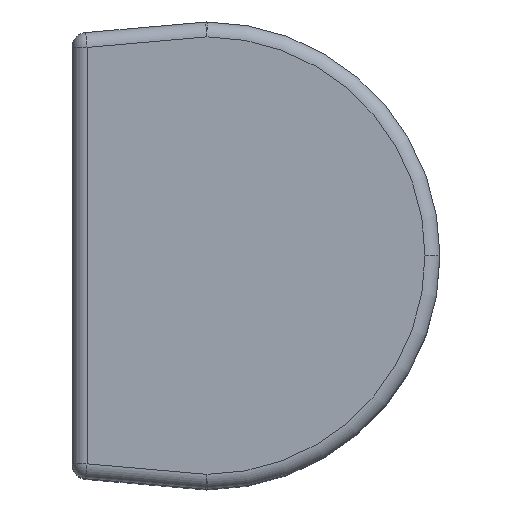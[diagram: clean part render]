
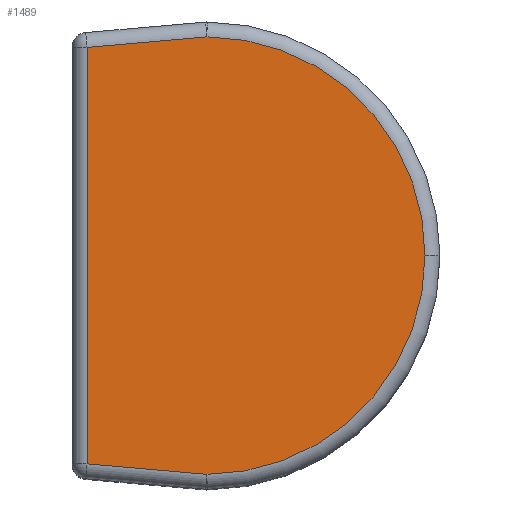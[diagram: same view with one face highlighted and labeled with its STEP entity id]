
A CAD part, top view. The second image highlights one B-rep face of the part: STEP entity #1489.
In plain terms, the highlighted planar face has unit normal (0, 0, 1).
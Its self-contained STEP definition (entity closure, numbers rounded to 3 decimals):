
#57 = ORIENTED_EDGE ( 'NONE', *, *, #750, .T. ) ;
#201 = AXIS2_PLACEMENT_3D ( 'NONE', #205, #287, #2382 ) ;
#205 = CARTESIAN_POINT ( 'NONE',  ( 0., 0., 2.2 ) ) ;
#223 = CARTESIAN_POINT ( 'NONE',  ( -1.2, -2.232, 2.2 ) ) ;
#249 = ORIENTED_EDGE ( 'NONE', *, *, #1775, .T. ) ;
#287 = DIRECTION ( 'NONE',  ( 0., 0., 1. ) ) ;
#335 = EDGE_CURVE ( 'NONE', #973, #2787, #1991, .T. ) ;
#341 = ORIENTED_EDGE ( 'NONE', *, *, #1906, .T. ) ;
#351 = AXIS2_PLACEMENT_3D ( 'NONE', #1510, #1076, #644 ) ;
#445 = LINE ( 'NONE', #1070, #1902 ) ;
#450 = AXIS2_PLACEMENT_3D ( 'NONE', #1018, #830, #587 ) ;
#469 = CARTESIAN_POINT ( 'NONE',  ( 0.006, 2.2, 2.2 ) ) ;
#587 = DIRECTION ( 'NONE',  ( 1., 0., 0. ) ) ;
#629 = PLANE ( 'NONE',  #351 ) ;
#644 = DIRECTION ( 'NONE',  ( 1., 0., 0. ) ) ;
#718 = VERTEX_POINT ( 'NONE', #928 ) ;
#750 = EDGE_CURVE ( 'NONE', #2644, #718, #2664, .T. ) ;
#830 = DIRECTION ( 'NONE',  ( 0., 0., 1. ) ) ;
#913 = VECTOR ( 'NONE', #2012, 1000. ) ;
#928 = CARTESIAN_POINT ( 'NONE',  ( -1.2, -2.094, 2.2 ) ) ;
#973 = VERTEX_POINT ( 'NONE', #1552 ) ;
#1018 = CARTESIAN_POINT ( 'NONE',  ( 0., 0., 2.2 ) ) ;
#1070 = CARTESIAN_POINT ( 'NONE',  ( -0.191, -2.183, 2.2 ) ) ;
#1076 = DIRECTION ( 'NONE',  ( 0., 0., 1. ) ) ;
#1313 = EDGE_CURVE ( 'NONE', #718, #973, #445, .T. ) ;
#1318 = ORIENTED_EDGE ( 'NONE', *, *, #335, .T. ) ;
#1325 = CARTESIAN_POINT ( 'NONE',  ( -1.2, 2.094, 2.2 ) ) ;
#1326 = DIRECTION ( 'NONE',  ( -0.996, -0.087, 0. ) ) ;
#1333 = DIRECTION ( 'NONE',  ( 0.996, -0.087, 0. ) ) ;
#1489 = ADVANCED_FACE ( 'NONE', ( #1722 ), #629, .T. ) ;
#1510 = CARTESIAN_POINT ( 'NONE',  ( 0., 0., 2.2 ) ) ;
#1552 = CARTESIAN_POINT ( 'NONE',  ( 0.006, -2.2, 2.2 ) ) ;
#1660 = ORIENTED_EDGE ( 'NONE', *, *, #1313, .T. ) ;
#1722 = FACE_OUTER_BOUND ( 'NONE', #2544, .T. ) ;
#1775 = EDGE_CURVE ( 'NONE', #2787, #2626, #2641, .T. ) ;
#1902 = VECTOR ( 'NONE', #1333, 1000. ) ;
#1906 = EDGE_CURVE ( 'NONE', #2626, #2644, #2672, .T. ) ;
#1948 = CARTESIAN_POINT ( 'NONE',  ( 2.2, 0., 2.2 ) ) ;
#1991 = CIRCLE ( 'NONE', #450, 2.2 ) ;
#2012 = DIRECTION ( 'NONE',  ( 0., -1., 0. ) ) ;
#2382 = DIRECTION ( 'NONE',  ( 1., 0., 0. ) ) ;
#2544 = EDGE_LOOP ( 'NONE', ( #1318, #249, #341, #57, #1660 ) ) ;
#2624 = CARTESIAN_POINT ( 'NONE',  ( -1.337, 2.082, 2.2 ) ) ;
#2626 = VERTEX_POINT ( 'NONE', #469 ) ;
#2641 = CIRCLE ( 'NONE', #201, 2.2 ) ;
#2644 = VERTEX_POINT ( 'NONE', #1325 ) ;
#2654 = VECTOR ( 'NONE', #1326, 1000. ) ;
#2664 = LINE ( 'NONE', #223, #913 ) ;
#2672 = LINE ( 'NONE', #2624, #2654 ) ;
#2787 = VERTEX_POINT ( 'NONE', #1948 ) ;
